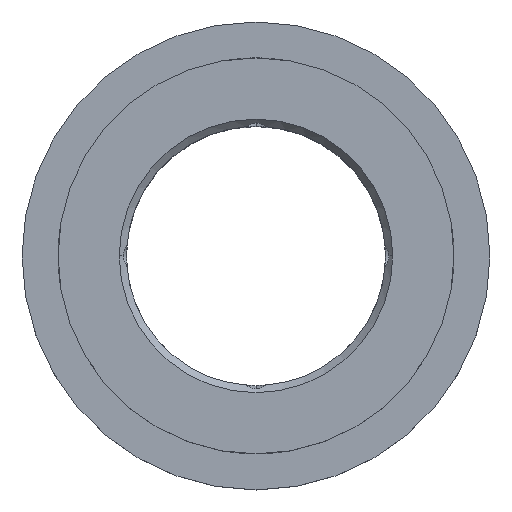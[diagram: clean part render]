
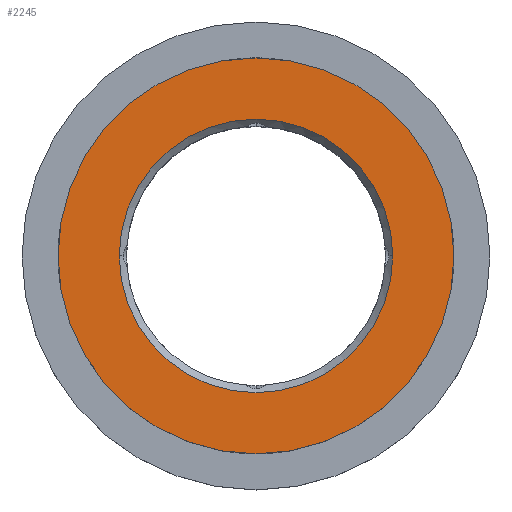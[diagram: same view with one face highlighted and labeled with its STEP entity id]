
A CAD part, top view. The second image highlights one B-rep face of the part: STEP entity #2245.
In plain terms, the highlighted planar face has unit normal (0, 0, 1).
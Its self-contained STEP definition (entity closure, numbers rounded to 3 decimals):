
#59 = DIRECTION ( 'NONE',  ( 0., 0., -1. ) ) ;
#222 = DIRECTION ( 'NONE',  ( 0., 1., 0. ) ) ;
#553 = CARTESIAN_POINT ( 'NONE',  ( 0., 0., 13.5 ) ) ;
#1540 = PLANE ( 'NONE',  #12374 ) ;
#1595 = CARTESIAN_POINT ( 'NONE',  ( 0., 27.5, 13.5 ) ) ;
#1923 = DIRECTION ( 'NONE',  ( 0., 0., 1. ) ) ;
#2102 = ORIENTED_EDGE ( 'NONE', *, *, #17405, .T. ) ;
#2105 = CARTESIAN_POINT ( 'NONE',  ( 0., 0., 13.5 ) ) ;
#2245 = ADVANCED_FACE ( 'NONE', ( #13066, #13690 ), #1540, .F. ) ;
#2607 = CARTESIAN_POINT ( 'NONE',  ( 0., 0., 13.5 ) ) ;
#2613 = DIRECTION ( 'NONE',  ( 0., 0., 1. ) ) ;
#2815 = ORIENTED_EDGE ( 'NONE', *, *, #7755, .T. ) ;
#2915 = VERTEX_POINT ( 'NONE', #17189 ) ;
#4151 = CIRCLE ( 'NONE', #4281, 27.5 ) ;
#4281 = AXIS2_PLACEMENT_3D ( 'NONE', #2105, #1923, #7329 ) ;
#4762 = CARTESIAN_POINT ( 'NONE',  ( 0., 27.5, 13.5 ) ) ;
#5022 = DIRECTION ( 'NONE',  ( 0., 1., 0. ) ) ;
#6121 = DIRECTION ( 'NONE',  ( 0., 1., 0. ) ) ;
#6159 = CARTESIAN_POINT ( 'NONE',  ( -19., 0., 13.5 ) ) ;
#6987 = AXIS2_PLACEMENT_3D ( 'NONE', #553, #7391, #6121 ) ;
#7329 = DIRECTION ( 'NONE',  ( 0., -1., 0. ) ) ;
#7391 = DIRECTION ( 'NONE',  ( 0., 0., -1. ) ) ;
#7755 = EDGE_CURVE ( 'NONE', #16478, #16458, #12963, .T. ) ;
#9444 = EDGE_LOOP ( 'NONE', ( #2815, #2102 ) ) ;
#9540 = DIRECTION ( 'NONE',  ( 0., -1., 0. ) ) ;
#9730 = CIRCLE ( 'NONE', #6987, 19. ) ;
#10670 = DIRECTION ( 'NONE',  ( 0., 0., -1. ) ) ;
#11224 = EDGE_CURVE ( 'NONE', #16898, #2915, #4151, .T. ) ;
#11448 = CARTESIAN_POINT ( 'NONE',  ( 19., 0., 13.5 ) ) ;
#11451 = EDGE_LOOP ( 'NONE', ( #12723, #13945 ) ) ;
#12374 = AXIS2_PLACEMENT_3D ( 'NONE', #1595, #59, #222 ) ;
#12723 = ORIENTED_EDGE ( 'NONE', *, *, #16611, .T. ) ;
#12963 = CIRCLE ( 'NONE', #13644, 19. ) ;
#13066 = FACE_BOUND ( 'NONE', #9444, .T. ) ;
#13644 = AXIS2_PLACEMENT_3D ( 'NONE', #2607, #10670, #5022 ) ;
#13690 = FACE_OUTER_BOUND ( 'NONE', #11451, .T. ) ;
#13945 = ORIENTED_EDGE ( 'NONE', *, *, #11224, .T. ) ;
#14829 = CARTESIAN_POINT ( 'NONE',  ( 0., 0., 13.5 ) ) ;
#15426 = AXIS2_PLACEMENT_3D ( 'NONE', #14829, #2613, #9540 ) ;
#16458 = VERTEX_POINT ( 'NONE', #6159 ) ;
#16478 = VERTEX_POINT ( 'NONE', #11448 ) ;
#16611 = EDGE_CURVE ( 'NONE', #2915, #16898, #17341, .T. ) ;
#16898 = VERTEX_POINT ( 'NONE', #4762 ) ;
#17189 = CARTESIAN_POINT ( 'NONE',  ( 0., -27.5, 13.5 ) ) ;
#17341 = CIRCLE ( 'NONE', #15426, 27.5 ) ;
#17405 = EDGE_CURVE ( 'NONE', #16458, #16478, #9730, .T. ) ;
